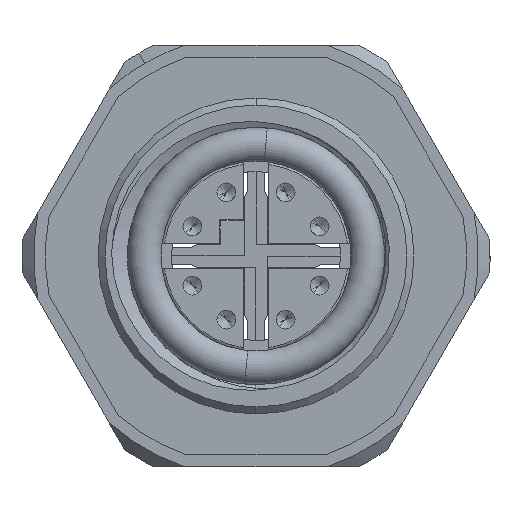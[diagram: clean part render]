
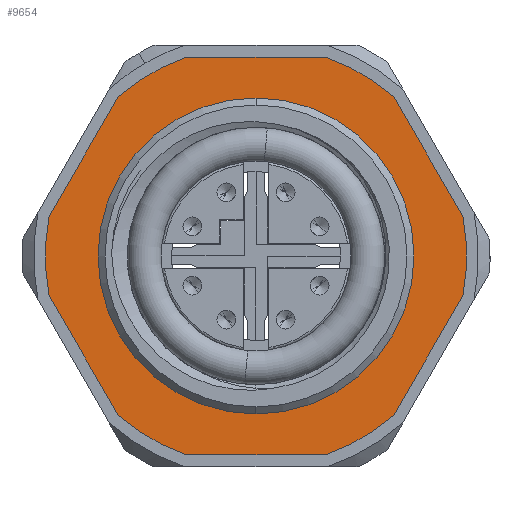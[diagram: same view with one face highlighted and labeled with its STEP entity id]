
A CAD part, left-side view. The second image highlights one B-rep face of the part: STEP entity #9654.
In plain terms, the highlighted face is planar.
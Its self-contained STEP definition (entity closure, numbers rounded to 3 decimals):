
#62 = ORIENTED_EDGE ( 'NONE', *, *, #11086, .F. ) ;
#65 = CIRCLE ( 'NONE', #5046, 9. ) ;
#184 = VERTEX_POINT ( 'NONE', #2900 ) ;
#255 = DIRECTION ( 'NONE',  ( -1., 0., 0. ) ) ;
#271 = CIRCLE ( 'NONE', #13009, 9. ) ;
#633 = EDGE_CURVE ( 'NONE', #1603, #9525, #14885, .T. ) ;
#1201 = DIRECTION ( 'NONE',  ( 0., 0., 1. ) ) ;
#1522 = DIRECTION ( 'NONE',  ( -1., 0., 0. ) ) ;
#1603 = VERTEX_POINT ( 'NONE', #9949 ) ;
#1653 = DIRECTION ( 'NONE',  ( 0., 0.5, 0.866 ) ) ;
#1806 = CARTESIAN_POINT ( 'NONE',  ( -3.5, -5.111, 8.147 ) ) ;
#1878 = DIRECTION ( 'NONE',  ( 0., 0.5, -0.866 ) ) ;
#2166 = DIRECTION ( 'NONE',  ( 0., 0., 1. ) ) ;
#2250 = DIRECTION ( 'NONE',  ( -1., 0., 0. ) ) ;
#2360 = AXIS2_PLACEMENT_3D ( 'NONE', #3405, #5818, #1201 ) ;
#2681 = VERTEX_POINT ( 'NONE', #13756 ) ;
#2900 = CARTESIAN_POINT ( 'NONE',  ( -3.5, 0., 6.75 ) ) ;
#3021 = VECTOR ( 'NONE', #1653, 1000. ) ;
#3039 = DIRECTION ( 'NONE',  ( 0., 0., 1. ) ) ;
#3050 = VECTOR ( 'NONE', #7289, 1000. ) ;
#3183 = EDGE_CURVE ( 'NONE', #3354, #1603, #11419, .T. ) ;
#3341 = FACE_BOUND ( 'NONE', #13038, .T. ) ;
#3354 = VERTEX_POINT ( 'NONE', #15440 ) ;
#3405 = CARTESIAN_POINT ( 'NONE',  ( -3.5, 0., 0. ) ) ;
#3653 = VERTEX_POINT ( 'NONE', #7691 ) ;
#3717 = EDGE_CURVE ( 'NONE', #8335, #3938, #10662, .T. ) ;
#3877 = CARTESIAN_POINT ( 'NONE',  ( -3.5, 0., 0. ) ) ;
#3926 = AXIS2_PLACEMENT_3D ( 'NONE', #13062, #9771, #11969 ) ;
#3938 = VERTEX_POINT ( 'NONE', #12437 ) ;
#3981 = VERTEX_POINT ( 'NONE', #7841 ) ;
#4197 = DIRECTION ( 'NONE',  ( 0., -1., 0. ) ) ;
#4209 = EDGE_CURVE ( 'NONE', #12379, #184, #9667, .T. ) ;
#4312 = AXIS2_PLACEMENT_3D ( 'NONE', #7164, #2250, #7005 ) ;
#4525 = CARTESIAN_POINT ( 'NONE',  ( -3.5, 2.958, 8.5 ) ) ;
#4586 = ORIENTED_EDGE ( 'NONE', *, *, #10324, .F. ) ;
#4857 = CARTESIAN_POINT ( 'NONE',  ( -3.5, 8.84, 1.688 ) ) ;
#4879 = CARTESIAN_POINT ( 'NONE',  ( -3.5, -5.111, -8.147 ) ) ;
#5018 = ORIENTED_EDGE ( 'NONE', *, *, #11335, .F. ) ;
#5046 = AXIS2_PLACEMENT_3D ( 'NONE', #3877, #1522, #14715 ) ;
#5462 = ORIENTED_EDGE ( 'NONE', *, *, #14010, .F. ) ;
#5556 = EDGE_CURVE ( 'NONE', #3653, #13389, #13976, .T. ) ;
#5600 = CARTESIAN_POINT ( 'NONE',  ( -3.5, 0., 0. ) ) ;
#5608 = CARTESIAN_POINT ( 'NONE',  ( -3.5, 9., 8.5 ) ) ;
#5690 = VERTEX_POINT ( 'NONE', #8429 ) ;
#5818 = DIRECTION ( 'NONE',  ( -1., 0., 0. ) ) ;
#5849 = ORIENTED_EDGE ( 'NONE', *, *, #11121, .F. ) ;
#6052 = CIRCLE ( 'NONE', #4312, 9. ) ;
#6440 = DIRECTION ( 'NONE',  ( 0., 0., 1. ) ) ;
#6452 = CARTESIAN_POINT ( 'NONE',  ( -3.5, 9., -8.5 ) ) ;
#6493 = CARTESIAN_POINT ( 'NONE',  ( -3.5, 8.84, -1.688 ) ) ;
#6869 = CARTESIAN_POINT ( 'NONE',  ( -3.5, 9.611, 0.353 ) ) ;
#6957 = ORIENTED_EDGE ( 'NONE', *, *, #3183, .F. ) ;
#6961 = EDGE_CURVE ( 'NONE', #10392, #3354, #9144, .T. ) ;
#7005 = DIRECTION ( 'NONE',  ( 0., 0., 1. ) ) ;
#7163 = ORIENTED_EDGE ( 'NONE', *, *, #14617, .T. ) ;
#7164 = CARTESIAN_POINT ( 'NONE',  ( -3.5, 0., 0. ) ) ;
#7172 = AXIS2_PLACEMENT_3D ( 'NONE', #11612, #12848, #13946 ) ;
#7287 = CARTESIAN_POINT ( 'NONE',  ( -3.5, -5.882, 6.812 ) ) ;
#7289 = DIRECTION ( 'NONE',  ( 0., -0.5, 0.866 ) ) ;
#7561 = ORIENTED_EDGE ( 'NONE', *, *, #3717, .F. ) ;
#7691 = CARTESIAN_POINT ( 'NONE',  ( -3.5, 5.882, 6.812 ) ) ;
#7783 = CARTESIAN_POINT ( 'NONE',  ( -3.5, -2.958, -8.5 ) ) ;
#7841 = CARTESIAN_POINT ( 'NONE',  ( -3.5, -5.882, -6.812 ) ) ;
#7877 = DIRECTION ( 'NONE',  ( 0., 1., 0. ) ) ;
#7974 = CARTESIAN_POINT ( 'NONE',  ( -3.5, 9.611, -0.353 ) ) ;
#8100 = FACE_OUTER_BOUND ( 'NONE', #14904, .T. ) ;
#8335 = VERTEX_POINT ( 'NONE', #7287 ) ;
#8429 = CARTESIAN_POINT ( 'NONE',  ( -3.5, -8.84, 1.688 ) ) ;
#8957 = VERTEX_POINT ( 'NONE', #4525 ) ;
#9078 = ORIENTED_EDGE ( 'NONE', *, *, #633, .F. ) ;
#9116 = DIRECTION ( 'NONE',  ( -1., 0., 0. ) ) ;
#9144 = LINE ( 'NONE', #7974, #11998 ) ;
#9267 = DIRECTION ( 'NONE',  ( -1., 0., 0. ) ) ;
#9525 = VERTEX_POINT ( 'NONE', #7783 ) ;
#9654 = ADVANCED_FACE ( 'NONE', ( #3341, #8100 ), #12856, .F. ) ;
#9667 = CIRCLE ( 'NONE', #3926, 6.75 ) ;
#9767 = CARTESIAN_POINT ( 'NONE',  ( -3.5, 0., 0. ) ) ;
#9771 = DIRECTION ( 'NONE',  ( -1., 0., 0. ) ) ;
#9949 = CARTESIAN_POINT ( 'NONE',  ( -3.5, 2.958, -8.5 ) ) ;
#10083 = CIRCLE ( 'NONE', #2360, 6.75 ) ;
#10324 = EDGE_CURVE ( 'NONE', #5690, #8335, #12661, .T. ) ;
#10392 = VERTEX_POINT ( 'NONE', #6493 ) ;
#10662 = CIRCLE ( 'NONE', #7172, 9. ) ;
#11086 = EDGE_CURVE ( 'NONE', #8957, #3653, #13499, .T. ) ;
#11121 = EDGE_CURVE ( 'NONE', #9525, #3981, #271, .T. ) ;
#11166 = ORIENTED_EDGE ( 'NONE', *, *, #12312, .F. ) ;
#11177 = ORIENTED_EDGE ( 'NONE', *, *, #5556, .F. ) ;
#11335 = EDGE_CURVE ( 'NONE', #3981, #2681, #14183, .T. ) ;
#11376 = VECTOR ( 'NONE', #4197, 1000. ) ;
#11419 = CIRCLE ( 'NONE', #15386, 9. ) ;
#11612 = CARTESIAN_POINT ( 'NONE',  ( -3.5, 0., 0. ) ) ;
#11632 = VECTOR ( 'NONE', #1878, 1000. ) ;
#11736 = AXIS2_PLACEMENT_3D ( 'NONE', #12288, #255, #6440 ) ;
#11828 = VECTOR ( 'NONE', #7877, 1000. ) ;
#11850 = ORIENTED_EDGE ( 'NONE', *, *, #6961, .F. ) ;
#11934 = CARTESIAN_POINT ( 'NONE',  ( -3.5, 0., -6.75 ) ) ;
#11969 = DIRECTION ( 'NONE',  ( 0., 0., 1. ) ) ;
#11998 = VECTOR ( 'NONE', #15146, 1000. ) ;
#12288 = CARTESIAN_POINT ( 'NONE',  ( -3.5, 9., 0. ) ) ;
#12312 = EDGE_CURVE ( 'NONE', #13389, #10392, #6052, .T. ) ;
#12379 = VERTEX_POINT ( 'NONE', #11934 ) ;
#12399 = DIRECTION ( 'NONE',  ( -1., 0., 0. ) ) ;
#12437 = CARTESIAN_POINT ( 'NONE',  ( -3.5, -2.958, 8.5 ) ) ;
#12469 = EDGE_CURVE ( 'NONE', #2681, #5690, #65, .T. ) ;
#12661 = LINE ( 'NONE', #1806, #3021 ) ;
#12848 = DIRECTION ( 'NONE',  ( -1., 0., 0. ) ) ;
#12856 = PLANE ( 'NONE',  #11736 ) ;
#13009 = AXIS2_PLACEMENT_3D ( 'NONE', #15042, #9267, #2166 ) ;
#13038 = EDGE_LOOP ( 'NONE', ( #7163, #13651 ) ) ;
#13062 = CARTESIAN_POINT ( 'NONE',  ( -3.5, 0., 0. ) ) ;
#13389 = VERTEX_POINT ( 'NONE', #4857 ) ;
#13499 = CIRCLE ( 'NONE', #14733, 9. ) ;
#13651 = ORIENTED_EDGE ( 'NONE', *, *, #4209, .T. ) ;
#13756 = CARTESIAN_POINT ( 'NONE',  ( -3.5, -8.84, -1.688 ) ) ;
#13946 = DIRECTION ( 'NONE',  ( 0., 0., 1. ) ) ;
#13976 = LINE ( 'NONE', #6869, #11632 ) ;
#14010 = EDGE_CURVE ( 'NONE', #3938, #8957, #14968, .T. ) ;
#14183 = LINE ( 'NONE', #4879, #3050 ) ;
#14617 = EDGE_CURVE ( 'NONE', #184, #12379, #10083, .T. ) ;
#14715 = DIRECTION ( 'NONE',  ( 0., 0., 1. ) ) ;
#14733 = AXIS2_PLACEMENT_3D ( 'NONE', #5600, #9116, #15119 ) ;
#14885 = LINE ( 'NONE', #6452, #11376 ) ;
#14904 = EDGE_LOOP ( 'NONE', ( #11850, #11166, #11177, #62, #5462, #7561, #4586, #15288, #5018, #5849, #9078, #6957 ) ) ;
#14968 = LINE ( 'NONE', #5608, #11828 ) ;
#15042 = CARTESIAN_POINT ( 'NONE',  ( -3.5, 0., 0. ) ) ;
#15119 = DIRECTION ( 'NONE',  ( 0., 0., 1. ) ) ;
#15146 = DIRECTION ( 'NONE',  ( 0., -0.5, -0.866 ) ) ;
#15288 = ORIENTED_EDGE ( 'NONE', *, *, #12469, .F. ) ;
#15386 = AXIS2_PLACEMENT_3D ( 'NONE', #9767, #12399, #3039 ) ;
#15440 = CARTESIAN_POINT ( 'NONE',  ( -3.5, 5.882, -6.812 ) ) ;
